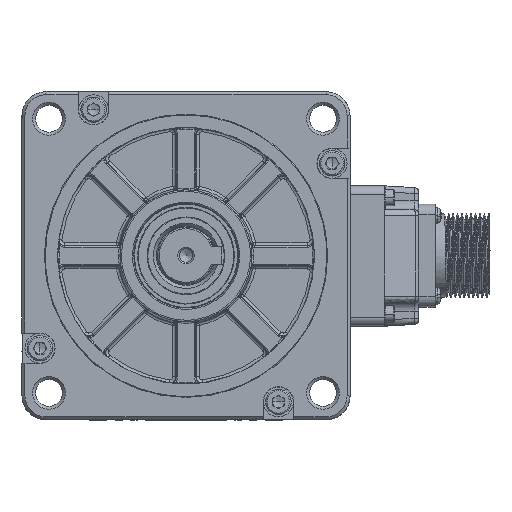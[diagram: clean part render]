
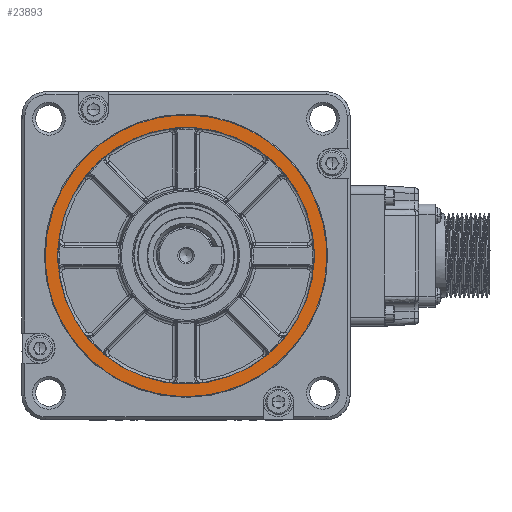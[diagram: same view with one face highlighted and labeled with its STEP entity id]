
A CAD part, top view. The second image highlights one B-rep face of the part: STEP entity #23893.
In plain terms, the highlighted planar face has unit normal (0, 0, 1).
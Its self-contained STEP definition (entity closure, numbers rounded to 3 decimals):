
#22148=CARTESIAN_POINT('',(-65.384,248.61,13.5));
#22149=VERTEX_POINT('',#22148);
#22159=CARTESIAN_POINT('',(-65.384,248.61,13.5));
#22160=CARTESIAN_POINT('',(-65.384,295.81,13.5));
#22161=CARTESIAN_POINT('',(-18.184,295.81,13.5));
#22162=CARTESIAN_POINT('',(29.016,295.81,13.5));
#22163=CARTESIAN_POINT('',(29.016,248.61,13.5));
#22164=CARTESIAN_POINT('',(29.016,243.961,13.5));
#22165=CARTESIAN_POINT('',(28.109,239.401,13.5));
#22166=CARTESIAN_POINT('',(27.202,234.842,13.5));
#22167=CARTESIAN_POINT('',(25.423,230.547,13.5));
#22168=CARTESIAN_POINT('',(23.644,226.252,13.5));
#22169=CARTESIAN_POINT('',(21.061,222.387,13.5));
#22170=CARTESIAN_POINT('',(18.479,218.521,13.5));
#22171=CARTESIAN_POINT('',(15.191,215.234,13.5));
#22172=CARTESIAN_POINT('',(11.904,211.947,13.5));
#22173=CARTESIAN_POINT('',(8.039,209.364,13.5));
#22174=CARTESIAN_POINT('',(4.174,206.782,13.5));
#22175=CARTESIAN_POINT('',(-0.121,205.003,13.5));
#22176=CARTESIAN_POINT('',(-4.416,203.224,13.5));
#22177=CARTESIAN_POINT('',(-8.976,202.317,13.5));
#22178=CARTESIAN_POINT('',(-13.535,201.41,13.5));
#22179=CARTESIAN_POINT('',(-18.184,201.41,13.5));
#22180=CARTESIAN_POINT('',(-22.833,201.41,13.5));
#22181=CARTESIAN_POINT('',(-27.392,202.317,13.5));
#22182=CARTESIAN_POINT('',(-31.952,203.224,13.5));
#22183=CARTESIAN_POINT('',(-36.247,205.003,13.5));
#22184=CARTESIAN_POINT('',(-40.542,206.782,13.5));
#22185=CARTESIAN_POINT('',(-44.407,209.364,13.5));
#22186=CARTESIAN_POINT('',(-48.272,211.947,13.5));
#22187=CARTESIAN_POINT('',(-51.559,215.234,13.5));
#22188=CARTESIAN_POINT('',(-54.847,218.521,13.5));
#22189=CARTESIAN_POINT('',(-57.429,222.387,13.5));
#22190=CARTESIAN_POINT('',(-60.012,226.252,13.5));
#22191=CARTESIAN_POINT('',(-61.791,230.547,13.5));
#22192=CARTESIAN_POINT('',(-63.57,234.842,13.5));
#22193=CARTESIAN_POINT('',(-64.477,239.401,13.5));
#22194=CARTESIAN_POINT('',(-65.384,243.961,13.5));
#22195=CARTESIAN_POINT('',(-65.384,248.61,13.5));
#22196=(BOUNDED_CURVE()B_SPLINE_CURVE(2,(#22159,#22160,#22161,#22162,#22163,#22164,#22165,#22166,#22167,#22168,#22169,#22170,#22171,#22172,#22173,#22174,#22175,#22176,#22177,#22178,#22179,#22180,#22181,#22182,#22183,#22184,#22185,#22186,#22187,#22188,#22189,#22190,#22191,#22192,#22193,#22194,#22195),.UNSPECIFIED.,.T.,.U.)B_SPLINE_CURVE_WITH_KNOTS((3,2,2,2,2,2,2,2,2,2,2,2,2,2,2,2,2,2,3),(0.,0.5,1.,1.07,1.139,1.209,1.279,1.348,1.418,1.488,1.557,1.627,1.696,1.766,1.836,1.905,1.975,2.045,2.114),.UNSPECIFIED.)CURVE()GEOMETRIC_REPRESENTATION_ITEM()RATIONAL_B_SPLINE_CURVE((1.,0.707,1.,0.707,1.,1.,1.,1.,1.,1.,1.,1.,1.,1.,1.,1.,1.,1.,1.,1.,1.,1.,1.,1.,1.,1.,1.,1.,1.,1.,1.,1.,1.,1.,1.,1.,1.))REPRESENTATION_ITEM(''));
#22197=EDGE_CURVE('',#22149,#22149,#22196,.T.);
#23836=CARTESIAN_POINT('',(-18.184,248.61,13.5));
#23837=DIRECTION('',(1.,0.,0.));
#23838=DIRECTION('',(0.,0.,1.));
#23839=AXIS2_PLACEMENT_3D('',#23836,#23838,#23837);
#23840=PLANE('',#23839);
#23841=ORIENTED_EDGE('',*,*,#22197,.F.);
#23842=EDGE_LOOP('',(#23841));
#23843=FACE_OUTER_BOUND('',#23842,.T.);
#23844=CARTESIAN_POINT('',(-61.184,248.61,13.5));
#23845=VERTEX_POINT('',#23844);
#23846=CARTESIAN_POINT('',(24.816,248.61,13.5));
#23847=VERTEX_POINT('',#23846);
#23848=CARTESIAN_POINT('',(-61.184,248.61,13.5));
#23849=CARTESIAN_POINT('',(-61.184,252.845,13.5));
#23850=CARTESIAN_POINT('',(-60.358,256.999,13.5));
#23851=CARTESIAN_POINT('',(-59.532,261.152,13.5));
#23852=CARTESIAN_POINT('',(-57.911,265.065,13.5));
#23853=CARTESIAN_POINT('',(-56.29,268.978,13.5));
#23854=CARTESIAN_POINT('',(-53.937,272.499,13.5));
#23855=CARTESIAN_POINT('',(-51.584,276.021,13.5));
#23856=CARTESIAN_POINT('',(-48.59,279.015,13.5));
#23857=CARTESIAN_POINT('',(-45.595,282.01,13.5));
#23858=CARTESIAN_POINT('',(-42.074,284.363,13.5));
#23859=CARTESIAN_POINT('',(-38.552,286.716,13.5));
#23860=CARTESIAN_POINT('',(-34.639,288.336,13.5));
#23861=CARTESIAN_POINT('',(-30.727,289.957,13.5));
#23862=CARTESIAN_POINT('',(-26.573,290.783,13.5));
#23863=CARTESIAN_POINT('',(-22.419,291.61,13.5));
#23864=CARTESIAN_POINT('',(-18.184,291.61,13.5));
#23865=CARTESIAN_POINT('',(-13.949,291.61,13.5));
#23866=CARTESIAN_POINT('',(-9.795,290.783,13.5));
#23867=CARTESIAN_POINT('',(-5.641,289.957,13.5));
#23868=CARTESIAN_POINT('',(-1.729,288.336,13.5));
#23869=CARTESIAN_POINT('',(2.184,286.716,13.5));
#23870=CARTESIAN_POINT('',(5.705,284.363,13.5));
#23871=CARTESIAN_POINT('',(9.227,282.01,13.5));
#23872=CARTESIAN_POINT('',(12.222,279.015,13.5));
#23873=CARTESIAN_POINT('',(15.216,276.021,13.5));
#23874=CARTESIAN_POINT('',(17.569,272.499,13.5));
#23875=CARTESIAN_POINT('',(19.922,268.978,13.5));
#23876=CARTESIAN_POINT('',(21.543,265.065,13.5));
#23877=CARTESIAN_POINT('',(23.163,261.152,13.5));
#23878=CARTESIAN_POINT('',(23.99,256.999,13.5));
#23879=CARTESIAN_POINT('',(24.816,252.845,13.5));
#23880=CARTESIAN_POINT('',(24.816,248.61,13.5));
#23881=B_SPLINE_CURVE_WITH_KNOTS('',2,(#23848,#23849,#23850,#23851,#23852,#23853,#23854,#23855,#23856,#23857,#23858,#23859,#23860,#23861,#23862,#23863,#23864,#23865,#23866,#23867,#23868,#23869,#23870,#23871,#23872,#23873,#23874,#23875,#23876,#23877,#23878,#23879,#23880),.UNSPECIFIED.,.F.,.U.,(3,2,2,2,2,2,2,2,2,2,2,2,2,2,2,2,3),(0.5,0.531,0.563,0.594,0.625,0.656,0.688,0.719,0.75,0.781,0.813,0.844,0.875,0.906,0.938,0.969,1.),.UNSPECIFIED.);
#23882=EDGE_CURVE('',#23845,#23847,#23881,.T.);
#23883=ORIENTED_EDGE('',*,*,#23882,.T.);
#23884=CARTESIAN_POINT('',(-18.184,248.61,13.5));
#23885=DIRECTION('',(1.,0.,0.));
#23886=DIRECTION('',(0.,0.,-1.));
#23887=AXIS2_PLACEMENT_3D('',#23884,#23886,#23885);
#23888=CIRCLE('',#23887,43.);
#23889=EDGE_CURVE('',#23847,#23845,#23888,.T.);
#23890=ORIENTED_EDGE('',*,*,#23889,.T.);
#23891=EDGE_LOOP('',(#23883,#23890));
#23892=FACE_BOUND('',#23891,.T.);
#23893=ADVANCED_FACE('',(#23843,#23892),#23840,.T.);
